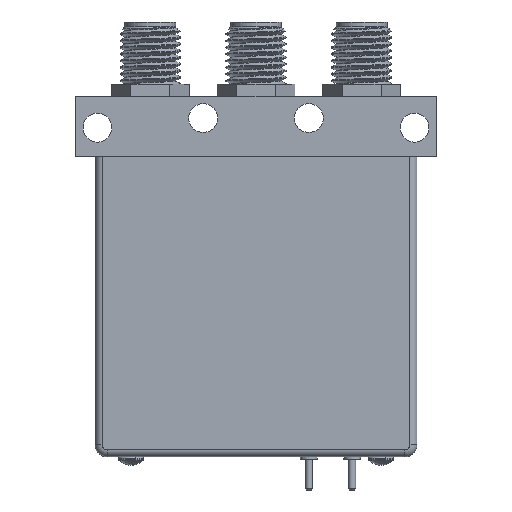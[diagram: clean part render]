
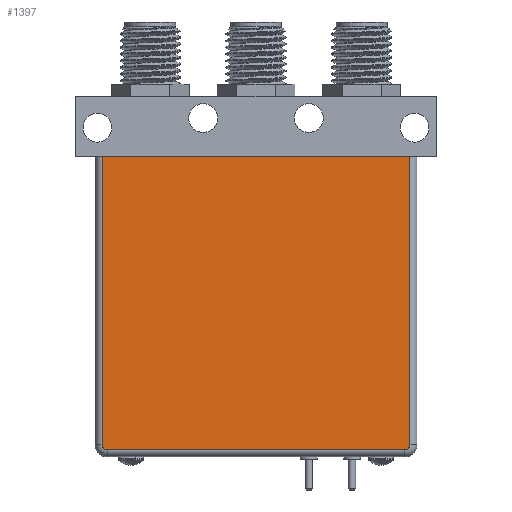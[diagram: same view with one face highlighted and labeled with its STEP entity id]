
A CAD part, front view. The second image highlights one B-rep face of the part: STEP entity #1397.
In plain terms, the highlighted planar face has unit normal (0, -1, 0).
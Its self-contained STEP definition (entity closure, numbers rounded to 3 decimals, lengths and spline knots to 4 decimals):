
#1397 = ADVANCED_FACE ( 'NONE', ( #26714 ), #4629, .T. ) ;
#2512 = EDGE_CURVE ( 'NONE', #51085, #10697, #13504, .T. ) ;
#3698 = DIRECTION ( 'NONE',  ( 0., 0., -1. ) ) ;
#3889 = VECTOR ( 'NONE', #15117, 39.3701 ) ;
#4629 = PLANE ( 'NONE',  #45900 ) ;
#6633 = ORIENTED_EDGE ( 'NONE', *, *, #2512, .T. ) ;
#7582 = VECTOR ( 'NONE', #25825, 39.3701 ) ;
#7970 = VERTEX_POINT ( 'NONE', #50431 ) ;
#8777 = DIRECTION ( 'NONE',  ( 0., -1., 0. ) ) ;
#9543 = VECTOR ( 'NONE', #11837, 39.3701 ) ;
#10069 = CARTESIAN_POINT ( 'NONE',  ( -0.62, -0.253, -0.72 ) ) ;
#10697 = VERTEX_POINT ( 'NONE', #41575 ) ;
#11837 = DIRECTION ( 'NONE',  ( -1., 0., 0. ) ) ;
#12621 = EDGE_CURVE ( 'NONE', #44201, #51085, #15451, .T. ) ;
#12866 = CARTESIAN_POINT ( 'NONE',  ( 0.62, -0.253, -0.7 ) ) ;
#12889 = ORIENTED_EDGE ( 'NONE', *, *, #46227, .T. ) ;
#13128 = DIRECTION ( 'NONE',  ( 0., 0., -1. ) ) ;
#13504 = LINE ( 'NONE', #44521, #9543 ) ;
#15117 = DIRECTION ( 'NONE',  ( 1., 0., 0. ) ) ;
#15451 = LINE ( 'NONE', #15460, #7582 ) ;
#15460 = CARTESIAN_POINT ( 'NONE',  ( 0.64, -0.253, 0.5 ) ) ;
#16442 = CIRCLE ( 'NONE', #39350, 0.02 ) ;
#16618 = CARTESIAN_POINT ( 'NONE',  ( -0.64, -0.253, -0.7 ) ) ;
#16792 = DIRECTION ( 'NONE',  ( 0., -1., 0. ) ) ;
#19272 = LINE ( 'NONE', #37204, #43621 ) ;
#23454 = VERTEX_POINT ( 'NONE', #16618 ) ;
#24102 = CARTESIAN_POINT ( 'NONE',  ( 0.62, -0.253, -0.72 ) ) ;
#25584 = DIRECTION ( 'NONE',  ( 0., -1., 0. ) ) ;
#25640 = ORIENTED_EDGE ( 'NONE', *, *, #12621, .T. ) ;
#25825 = DIRECTION ( 'NONE',  ( 0., 0., 1. ) ) ;
#26273 = LINE ( 'NONE', #24102, #3889 ) ;
#26662 = EDGE_CURVE ( 'NONE', #23454, #51391, #16442, .T. ) ;
#26714 = FACE_OUTER_BOUND ( 'NONE', #52771, .T. ) ;
#26867 = ORIENTED_EDGE ( 'NONE', *, *, #26662, .T. ) ;
#27087 = ORIENTED_EDGE ( 'NONE', *, *, #42933, .T. ) ;
#28577 = AXIS2_PLACEMENT_3D ( 'NONE', #12866, #8777, #38154 ) ;
#29635 = CARTESIAN_POINT ( 'NONE',  ( 0., -0.253, 0. ) ) ;
#33194 = CIRCLE ( 'NONE', #28577, 0.02 ) ;
#33539 = EDGE_CURVE ( 'NONE', #7970, #44201, #33194, .T. ) ;
#37204 = CARTESIAN_POINT ( 'NONE',  ( -0.64, -0.253, -0.7 ) ) ;
#37227 = CARTESIAN_POINT ( 'NONE',  ( 0.64, -0.253, 0.5 ) ) ;
#37500 = CARTESIAN_POINT ( 'NONE',  ( -0.62, -0.253, -0.7 ) ) ;
#38014 = CARTESIAN_POINT ( 'NONE',  ( 0.64, -0.253, -0.7 ) ) ;
#38154 = DIRECTION ( 'NONE',  ( 0., 0., -1. ) ) ;
#39350 = AXIS2_PLACEMENT_3D ( 'NONE', #37500, #16792, #3698 ) ;
#41575 = CARTESIAN_POINT ( 'NONE',  ( -0.64, -0.253, 0.5 ) ) ;
#42933 = EDGE_CURVE ( 'NONE', #10697, #23454, #19272, .T. ) ;
#43621 = VECTOR ( 'NONE', #46202, 39.3701 ) ;
#44201 = VERTEX_POINT ( 'NONE', #38014 ) ;
#44521 = CARTESIAN_POINT ( 'NONE',  ( 0., -0.253, 0.5 ) ) ;
#45900 = AXIS2_PLACEMENT_3D ( 'NONE', #29635, #25584, #13128 ) ;
#46202 = DIRECTION ( 'NONE',  ( 0., 0., -1. ) ) ;
#46227 = EDGE_CURVE ( 'NONE', #51391, #7970, #26273, .T. ) ;
#46879 = ORIENTED_EDGE ( 'NONE', *, *, #33539, .T. ) ;
#50431 = CARTESIAN_POINT ( 'NONE',  ( 0.62, -0.253, -0.72 ) ) ;
#51085 = VERTEX_POINT ( 'NONE', #37227 ) ;
#51391 = VERTEX_POINT ( 'NONE', #10069 ) ;
#52771 = EDGE_LOOP ( 'NONE', ( #6633, #27087, #26867, #12889, #46879, #25640 ) ) ;
